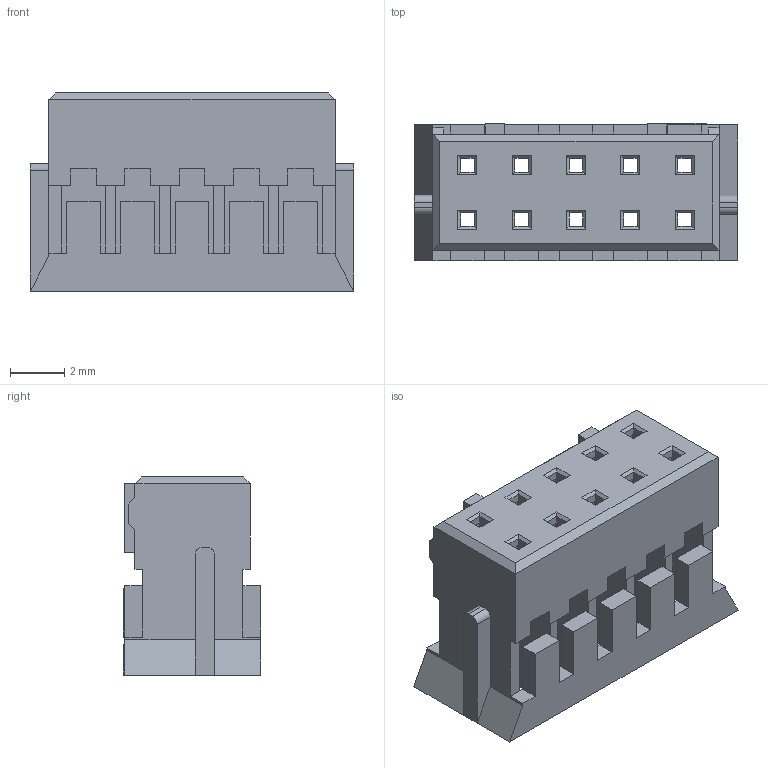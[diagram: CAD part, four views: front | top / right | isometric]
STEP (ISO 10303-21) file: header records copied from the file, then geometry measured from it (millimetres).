
FILE_DESCRIPTION(/* description */ (''),/* implementation_level */ '2;1');
FILE_NAME(/* name */ '522-10-1.stp',/* time_stamp */ '2025-11-13T07:12:07+01:00',/* author */ ('Andreas.Larin'),/* organization */ (''),/* preprocessor_version */ 'ST-DEVELOPER v20',/* originating_system */ 'Autodesk Inventor 2025',/* authorisation */ '');
FILE_SCHEMA (('AUTOMOTIVE_DESIGN { 1 0 10303 214 3 1 1 }'));
Length unit declared in the file: millimetre
Products named in the file (1): 522-10-1
Bounding box: 11.9 x 5.05 x 7.3 mm (x, y, z)
Volume: 150.7 mm3; surface area: 813.9 mm2
Topology: 1 solids, 1 shells, 343 faces, 958 edges, 608 vertices
Faces by surface type: plane 339, cylinder 4
Entity records: 10787 total; most frequent: ORIENTED_EDGE 1916, CARTESIAN_POINT 1910, DIRECTION 1654, EDGE_CURVE 958, LINE 950, VECTOR 950, VERTEX_POINT 608, EDGE_LOOP 374
